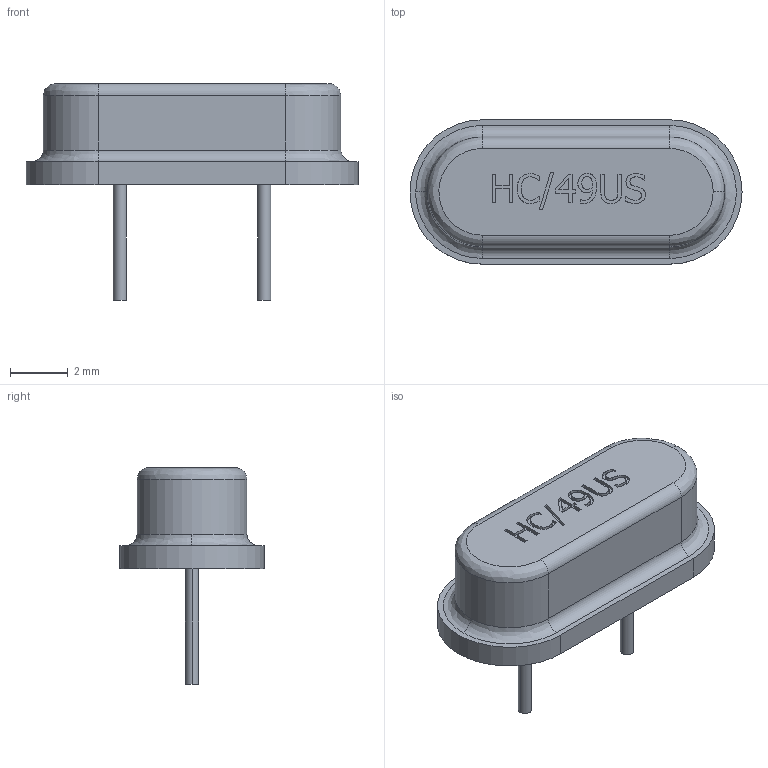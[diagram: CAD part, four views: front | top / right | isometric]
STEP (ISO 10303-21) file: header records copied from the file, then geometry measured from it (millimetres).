
FILE_DESCRIPTION (( 'STEP AP214' ), '1' );
FILE_NAME ('User Library-abl-hc49.STEP', '2019-04-06T18:51:11', ( '' ), ( '' ), 'SwSTEP 2.0', 'SolidWorks 2019', '' );
FILE_SCHEMA (( 'AUTOMOTIVE_DESIGN' ));
Length unit declared in the file: millimetre
Products named in the file (1): User Library-abl-hc49
Bounding box: 11.5 x 5 x 7.5 mm (x, y, z)
Volume: 140.2 mm3; surface area: 200.6 mm2
Topology: 1 solids, 1 shells, 143 faces, 378 edges, 249 vertices
Faces by surface type: bspline 65, plane 64, cylinder 14
Entity records: 4940 total; most frequent: CARTESIAN_POINT 1712, ORIENTED_EDGE 756, DIRECTION 443, EDGE_CURVE 378, VERTEX_POINT 249, VECTOR 223, LINE 223, EDGE_LOOP 155
